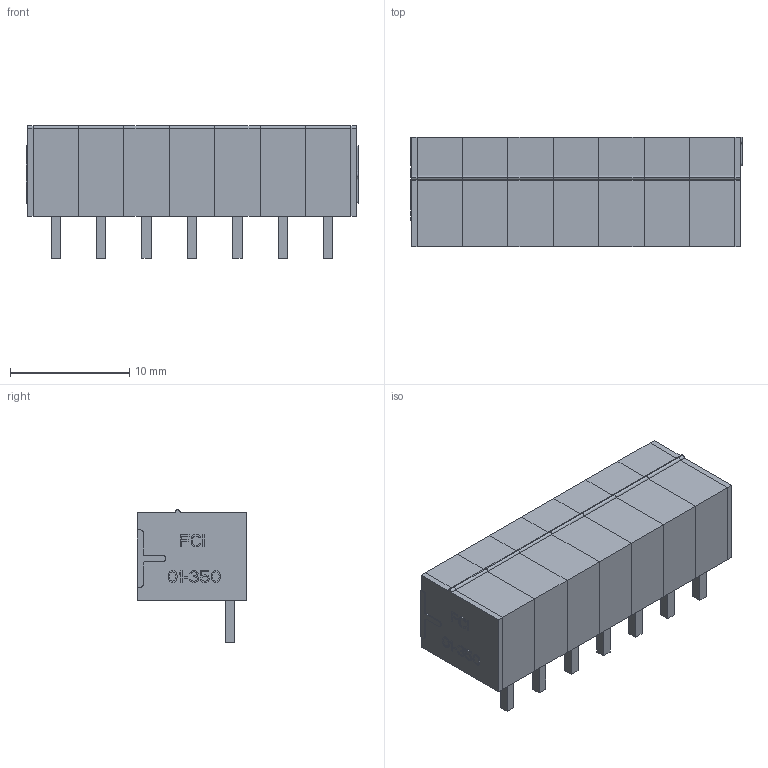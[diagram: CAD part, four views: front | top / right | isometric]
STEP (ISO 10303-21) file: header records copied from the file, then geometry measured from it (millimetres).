
FILE_DESCRIPTION(('STEP AP214'),'1');
FILE_NAME('20020110d071a01lf.stp','2020-03-24T14:16:53',('TraceParts'),('TraceParts S.A.'),'Spatial InterOp 3D',' ',' ');
FILE_SCHEMA(('AUTOMOTIVE_DESIGN { 1 0 10303 214 1 1 1 1 }'));
Length unit declared in the file: millimetre
Products named in the file (1): 20020110d071a01lf_1
Bounding box: 27.86 x 9.2 x 11.12 mm (x, y, z)
Volume: 1076.9 mm3; surface area: 3625.5 mm2
Topology: 9 solids, 9 shells, 723 faces, 1956 edges, 1290 vertices
Faces by surface type: plane 597, cylinder 84, torus 28, cone 14
Entity records: 22515 total; most frequent: CARTESIAN_POINT 4062, ORIENTED_EDGE 3912, DIRECTION 3644, EDGE_CURVE 1956, LINE 1704, VECTOR 1704, VERTEX_POINT 1290, AXIS2_PLACEMENT_3D 970
